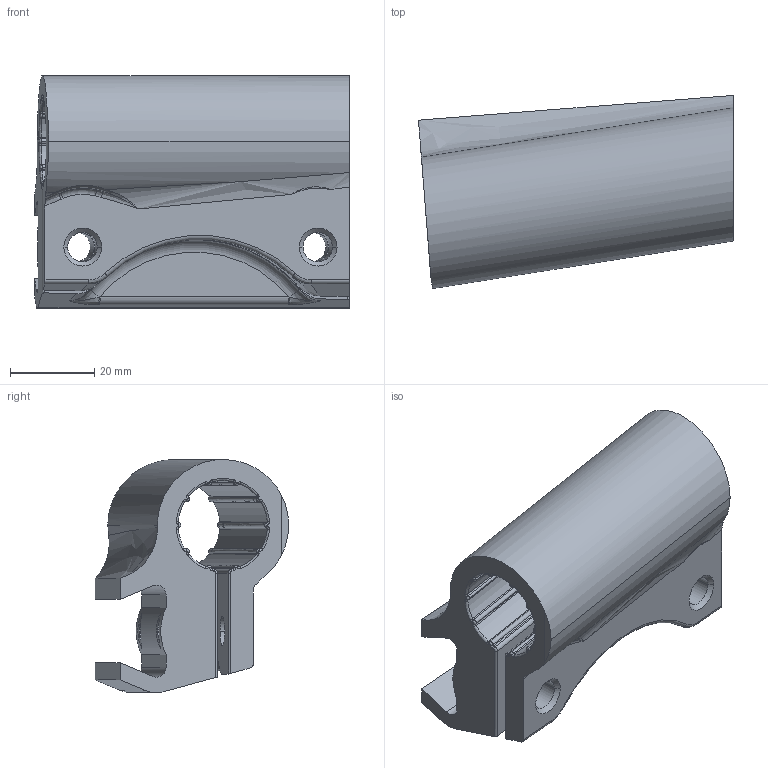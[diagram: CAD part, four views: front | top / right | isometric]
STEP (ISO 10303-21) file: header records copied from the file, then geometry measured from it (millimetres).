
FILE_DESCRIPTION (( 'STEP AP214' ), '1' );
FILE_NAME ('Box homut_190424.STEP', '2024-04-23T00:14:03', ( '' ), ( '' ), 'SwSTEP 2.0', 'SolidWorks 2021', '' );
FILE_SCHEMA (( 'AUTOMOTIVE_DESIGN' ));
Length unit declared in the file: millimetre
Products named in the file (1): Box homut_190424
Bounding box: 74.74 x 45.88 x 55.25 mm (x, y, z)
Volume: 60965.3 mm3; surface area: 23875.7 mm2
Topology: 1 solids, 1 shells, 223 faces, 547 edges, 321 vertices
Faces by surface type: bspline 134, cylinder 64, plane 18, cone 4, torus 3
Entity records: 11797 total; most frequent: CARTESIAN_POINT 7745, ORIENTED_EDGE 1084, DIRECTION 569, EDGE_CURVE 542, VERTEX_POINT 321, EDGE_LOOP 231, AXIS2_PLACEMENT_3D 224, ADVANCED_FACE 223
